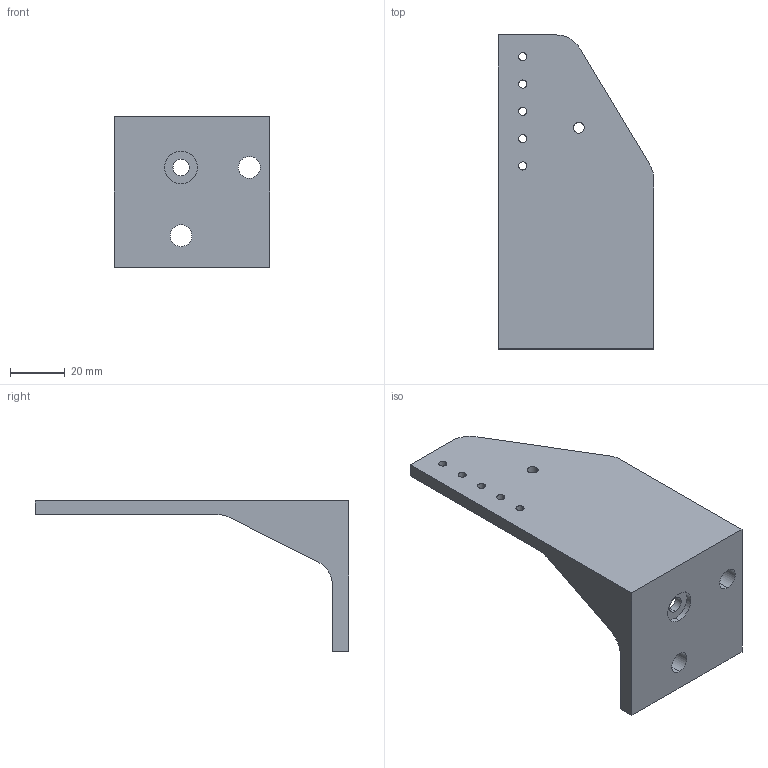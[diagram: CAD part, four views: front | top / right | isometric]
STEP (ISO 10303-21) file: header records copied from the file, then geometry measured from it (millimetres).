
FILE_DESCRIPTION (( 'STEP AP214' ), '1' );
FILE_NAME ('六角柱与拉力机连接板右.STEP', '2023-01-07T03:21:57', ( '' ), ( '' ), 'SwSTEP 2.0', 'SolidWorks 2021', '' );
FILE_SCHEMA (( 'AUTOMOTIVE_DESIGN' ));
Length unit declared in the file: millimetre
Products named in the file (1): 六角柱与拉力机连接板右
Bounding box: 57 x 115 x 55 mm (x, y, z)
Volume: 46066.6 mm3; surface area: 20758.1 mm2
Topology: 1 solids, 1 shells, 45 faces, 123 edges, 82 vertices
Faces by surface type: cylinder 24, plane 21
Entity records: 1515 total; most frequent: DIRECTION 263, CARTESIAN_POINT 251, ORIENTED_EDGE 246, EDGE_CURVE 123, AXIS2_PLACEMENT_3D 94, VERTEX_POINT 82, VECTOR 75, LINE 75
